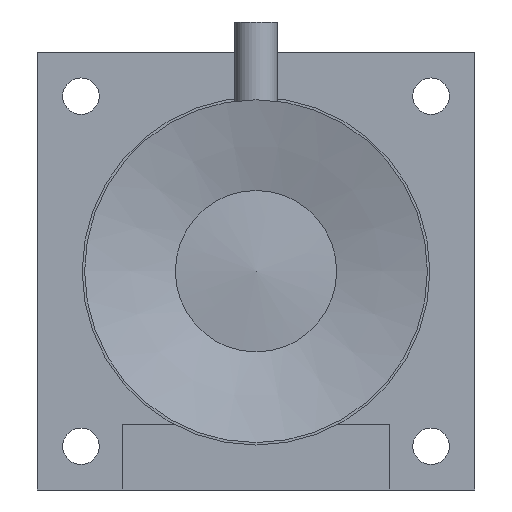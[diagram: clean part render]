
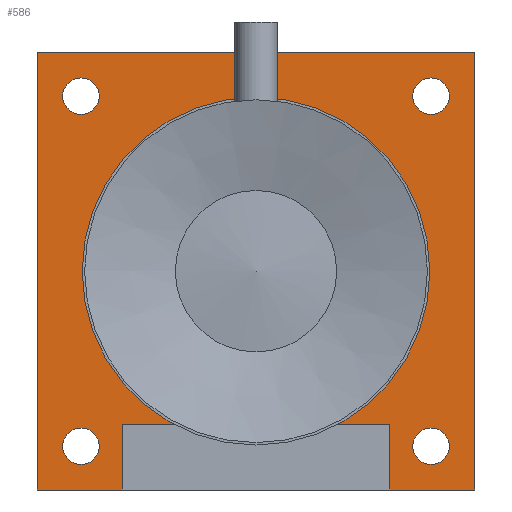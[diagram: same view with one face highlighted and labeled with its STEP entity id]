
A CAD part, front view. The second image highlights one B-rep face of the part: STEP entity #586.
In plain terms, the highlighted planar face has unit normal (0, -1, 0).
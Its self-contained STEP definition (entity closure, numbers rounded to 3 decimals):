
#35=FACE_BOUND('',#123,.T.);
#36=FACE_BOUND('',#124,.T.);
#37=FACE_BOUND('',#125,.T.);
#38=FACE_BOUND('',#126,.T.);
#44=PLANE('',#656);
#77=FACE_OUTER_BOUND('',#122,.T.);
#122=EDGE_LOOP('',(#455,#456,#457,#458));
#123=EDGE_LOOP('',(#459));
#124=EDGE_LOOP('',(#460));
#125=EDGE_LOOP('',(#461));
#126=EDGE_LOOP('',(#462));
#162=LINE('',#912,#216);
#166=LINE('',#920,#220);
#169=LINE('',#926,#223);
#172=LINE('',#931,#226);
#216=VECTOR('',#734,10.);
#220=VECTOR('',#740,10.);
#223=VECTOR('',#745,10.);
#226=VECTOR('',#750,10.);
#266=CIRCLE('',#640,1.5);
#268=CIRCLE('',#643,1.5);
#270=CIRCLE('',#646,1.5);
#272=CIRCLE('',#649,1.5);
#288=VERTEX_POINT('',#886);
#290=VERTEX_POINT('',#892);
#292=VERTEX_POINT('',#898);
#294=VERTEX_POINT('',#904);
#296=VERTEX_POINT('',#910);
#297=VERTEX_POINT('',#911);
#300=VERTEX_POINT('',#919);
#302=VERTEX_POINT('',#925);
#339=EDGE_CURVE('',#288,#288,#266,.T.);
#342=EDGE_CURVE('',#290,#290,#268,.T.);
#345=EDGE_CURVE('',#292,#292,#270,.T.);
#348=EDGE_CURVE('',#294,#294,#272,.T.);
#351=EDGE_CURVE('',#296,#297,#162,.T.);
#355=EDGE_CURVE('',#300,#296,#166,.T.);
#358=EDGE_CURVE('',#302,#300,#169,.T.);
#361=EDGE_CURVE('',#297,#302,#172,.T.);
#455=ORIENTED_EDGE('',*,*,#361,.F.);
#456=ORIENTED_EDGE('',*,*,#351,.F.);
#457=ORIENTED_EDGE('',*,*,#355,.F.);
#458=ORIENTED_EDGE('',*,*,#358,.F.);
#459=ORIENTED_EDGE('',*,*,#339,.T.);
#460=ORIENTED_EDGE('',*,*,#342,.T.);
#461=ORIENTED_EDGE('',*,*,#345,.T.);
#462=ORIENTED_EDGE('',*,*,#348,.T.);
#586=ADVANCED_FACE('',(#77,#35,#36,#37,#38),#44,.F.);
#640=AXIS2_PLACEMENT_3D('',#887,#706,#707);
#643=AXIS2_PLACEMENT_3D('',#893,#713,#714);
#646=AXIS2_PLACEMENT_3D('',#899,#720,#721);
#649=AXIS2_PLACEMENT_3D('',#905,#727,#728);
#656=AXIS2_PLACEMENT_3D('',#934,#754,#755);
#706=DIRECTION('center_axis',(0.,1.,0.));
#707=DIRECTION('ref_axis',(0.,0.,-1.));
#713=DIRECTION('center_axis',(0.,1.,0.));
#714=DIRECTION('ref_axis',(0.,0.,-1.));
#720=DIRECTION('center_axis',(0.,1.,0.));
#721=DIRECTION('ref_axis',(0.,0.,-1.));
#727=DIRECTION('center_axis',(0.,1.,0.));
#728=DIRECTION('ref_axis',(0.,0.,-1.));
#734=DIRECTION('',(1.,0.,0.));
#740=DIRECTION('',(0.,0.,1.));
#745=DIRECTION('',(-1.,0.,0.));
#750=DIRECTION('',(0.,0.,-1.));
#754=DIRECTION('center_axis',(0.,1.,0.));
#755=DIRECTION('ref_axis',(1.,0.,0.));
#886=CARTESIAN_POINT('',(14.4,0.,-12.9));
#887=CARTESIAN_POINT('Origin',(14.4,0.,-14.4));
#892=CARTESIAN_POINT('',(-14.4,0.,15.9));
#893=CARTESIAN_POINT('Origin',(-14.4,0.,14.4));
#898=CARTESIAN_POINT('',(14.4,0.,15.9));
#899=CARTESIAN_POINT('Origin',(14.4,0.,14.4));
#904=CARTESIAN_POINT('',(-14.4,0.,-12.9));
#905=CARTESIAN_POINT('Origin',(-14.4,0.,-14.4));
#910=CARTESIAN_POINT('',(-18.,0.,18.));
#911=CARTESIAN_POINT('',(18.,0.,18.));
#912=CARTESIAN_POINT('',(-18.,0.,18.));
#919=CARTESIAN_POINT('',(-18.,0.,-18.));
#920=CARTESIAN_POINT('',(-18.,0.,-18.));
#925=CARTESIAN_POINT('',(18.,0.,-18.));
#926=CARTESIAN_POINT('',(18.,0.,-18.));
#931=CARTESIAN_POINT('',(18.,0.,18.));
#934=CARTESIAN_POINT('Origin',(0.,0.,0.));
